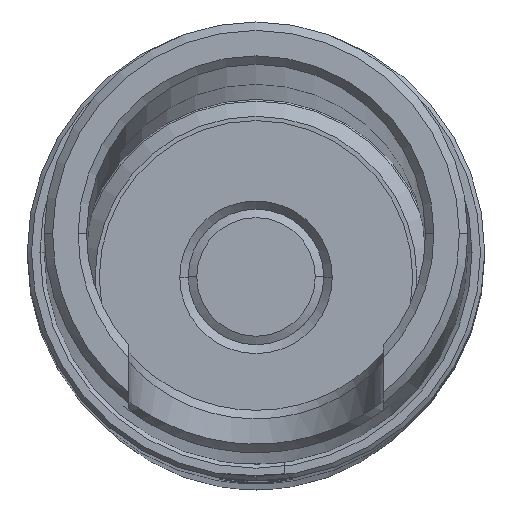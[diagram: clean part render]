
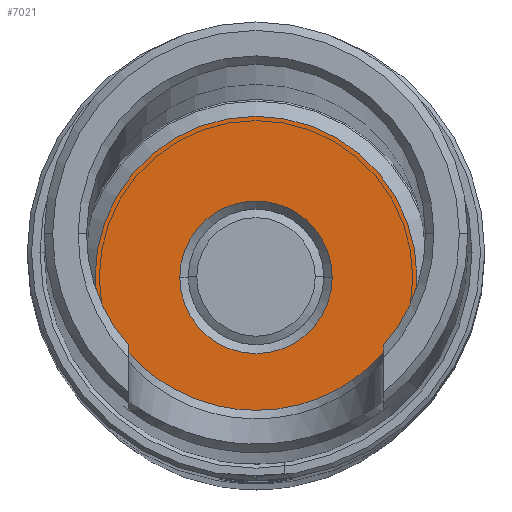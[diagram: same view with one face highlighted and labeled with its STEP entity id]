
A CAD part, top view. The second image highlights one B-rep face of the part: STEP entity #7021.
In plain terms, the highlighted planar face has unit normal (0, 0, 1).
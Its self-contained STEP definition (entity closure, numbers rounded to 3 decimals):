
#107 = AXIS2_PLACEMENT_3D ( 'NONE', #6477, #18528, #18846 ) ;
#568 = EDGE_CURVE ( 'NONE', #16772, #3714, #18035, .T. ) ;
#600 = CARTESIAN_POINT ( 'NONE',  ( -9., 0., 55. ) ) ;
#658 = ORIENTED_EDGE ( 'NONE', *, *, #18247, .F. ) ;
#1986 = FACE_BOUND ( 'NONE', #20638, .T. ) ;
#2051 = CARTESIAN_POINT ( 'NONE',  ( 0., 0., 55. ) ) ;
#2468 = DIRECTION ( 'NONE',  ( 0., 0., -1. ) ) ;
#2739 = CIRCLE ( 'NONE', #107, 9. ) ;
#2930 = CARTESIAN_POINT ( 'NONE',  ( 19., 0., 55. ) ) ;
#3707 = DIRECTION ( 'NONE',  ( 0., 0., 1. ) ) ;
#3714 = VERTEX_POINT ( 'NONE', #2930 ) ;
#3892 = CARTESIAN_POINT ( 'NONE',  ( 0., 10.5, 55. ) ) ;
#4361 = DIRECTION ( 'NONE',  ( -1., 0., 0. ) ) ;
#6477 = CARTESIAN_POINT ( 'NONE',  ( 0., 0., 55. ) ) ;
#7021 = ADVANCED_FACE ( 'NONE', ( #14146, #1986 ), #15975, .F. ) ;
#7336 = CIRCLE ( 'NONE', #16476, 9. ) ;
#7552 = EDGE_LOOP ( 'NONE', ( #9104, #658 ) ) ;
#8955 = DIRECTION ( 'NONE',  ( 1., 0., 0. ) ) ;
#8986 = CARTESIAN_POINT ( 'NONE',  ( 0., 0., 55. ) ) ;
#9104 = ORIENTED_EDGE ( 'NONE', *, *, #568, .F. ) ;
#9207 = DIRECTION ( 'NONE',  ( -1., 0., 0. ) ) ;
#9697 = AXIS2_PLACEMENT_3D ( 'NONE', #3892, #12841, #14542 ) ;
#9771 = EDGE_CURVE ( 'NONE', #21500, #17988, #7336, .T. ) ;
#10668 = EDGE_CURVE ( 'NONE', #17988, #21500, #2739, .T. ) ;
#10732 = DIRECTION ( 'NONE',  ( 0., 0., -1. ) ) ;
#11895 = ORIENTED_EDGE ( 'NONE', *, *, #10668, .F. ) ;
#12841 = DIRECTION ( 'NONE',  ( 0., 0., -1. ) ) ;
#12858 = CARTESIAN_POINT ( 'NONE',  ( 0., 0., 55. ) ) ;
#14146 = FACE_OUTER_BOUND ( 'NONE', #7552, .T. ) ;
#14183 = CIRCLE ( 'NONE', #20068, 19. ) ;
#14542 = DIRECTION ( 'NONE',  ( -1., 0., 0. ) ) ;
#15975 = PLANE ( 'NONE',  #9697 ) ;
#16476 = AXIS2_PLACEMENT_3D ( 'NONE', #2051, #3707, #8955 ) ;
#16772 = VERTEX_POINT ( 'NONE', #17546 ) ;
#17285 = AXIS2_PLACEMENT_3D ( 'NONE', #12858, #2468, #4361 ) ;
#17546 = CARTESIAN_POINT ( 'NONE',  ( -19., 0., 55. ) ) ;
#17649 = ORIENTED_EDGE ( 'NONE', *, *, #9771, .F. ) ;
#17988 = VERTEX_POINT ( 'NONE', #600 ) ;
#18035 = CIRCLE ( 'NONE', #17285, 19. ) ;
#18247 = EDGE_CURVE ( 'NONE', #3714, #16772, #14183, .T. ) ;
#18528 = DIRECTION ( 'NONE',  ( 0., 0., 1. ) ) ;
#18846 = DIRECTION ( 'NONE',  ( 1., 0., 0. ) ) ;
#19457 = CARTESIAN_POINT ( 'NONE',  ( 9., 0., 55. ) ) ;
#20068 = AXIS2_PLACEMENT_3D ( 'NONE', #8986, #10732, #9207 ) ;
#20638 = EDGE_LOOP ( 'NONE', ( #17649, #11895 ) ) ;
#21500 = VERTEX_POINT ( 'NONE', #19457 ) ;
